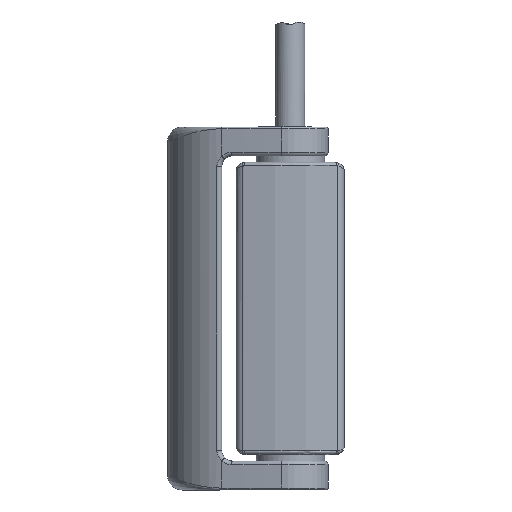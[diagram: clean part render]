
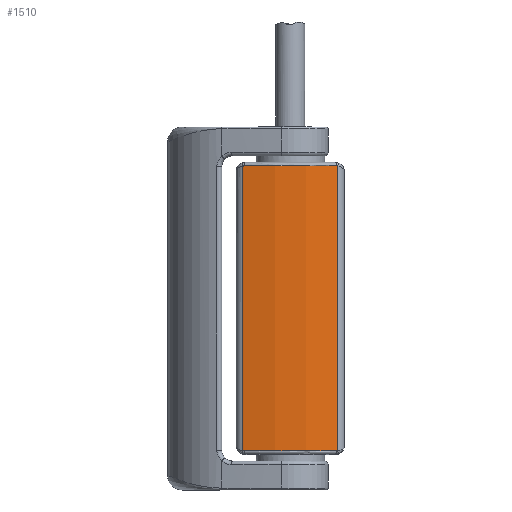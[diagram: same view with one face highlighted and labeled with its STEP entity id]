
A CAD part, top view. The second image highlights one B-rep face of the part: STEP entity #1510.
In plain terms, the highlighted cylindrical face has radius 50 mm (diameter 100 mm), a partial arc.
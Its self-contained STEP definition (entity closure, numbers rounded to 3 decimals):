
#96=CIRCLE('',#1715,50.);
#97=CIRCLE('',#1716,50.);
#211=B_SPLINE_CURVE_WITH_KNOTS('',3,(#2424,#2425,#2426,#2427),
 .UNSPECIFIED.,.F.,.F.,(4,4),(0.,0.),
 .UNSPECIFIED.);
#212=B_SPLINE_CURVE_WITH_KNOTS('',3,(#2431,#2432,#2433,#2434),
 .UNSPECIFIED.,.F.,.F.,(4,4),(0.,0.),.UNSPECIFIED.);
#213=B_SPLINE_CURVE_WITH_KNOTS('',3,(#2438,#2439,#2440,#2441),
 .UNSPECIFIED.,.F.,.F.,(4,4),(0.,0.),
 .UNSPECIFIED.);
#214=B_SPLINE_CURVE_WITH_KNOTS('',3,(#2444,#2445,#2446,#2447),
 .UNSPECIFIED.,.F.,.F.,(4,4),(0.,0.),.UNSPECIFIED.);
#251=CYLINDRICAL_SURFACE('',#1714,50.);
#293=FACE_OUTER_BOUND('',#398,.T.);
#398=EDGE_LOOP('',(#1035,#1036,#1037,#1038,#1039,#1040,#1041,#1042));
#519=LINE('',#2422,#592);
#520=LINE('',#2436,#593);
#592=VECTOR('',#1931,1000.);
#593=VECTOR('',#1934,1000.);
#665=VERTEX_POINT('',#2420);
#666=VERTEX_POINT('',#2421);
#667=VERTEX_POINT('',#2423);
#668=VERTEX_POINT('',#2428);
#669=VERTEX_POINT('',#2430);
#670=VERTEX_POINT('',#2435);
#671=VERTEX_POINT('',#2437);
#672=VERTEX_POINT('',#2442);
#805=EDGE_CURVE('',#665,#666,#519,.T.);
#806=EDGE_CURVE('',#666,#667,#211,.T.);
#807=EDGE_CURVE('',#667,#668,#96,.T.);
#808=EDGE_CURVE('',#668,#669,#212,.T.);
#809=EDGE_CURVE('',#669,#670,#520,.T.);
#810=EDGE_CURVE('',#670,#671,#213,.T.);
#811=EDGE_CURVE('',#671,#672,#97,.T.);
#812=EDGE_CURVE('',#672,#665,#214,.T.);
#1035=ORIENTED_EDGE('',*,*,#805,.T.);
#1036=ORIENTED_EDGE('',*,*,#806,.T.);
#1037=ORIENTED_EDGE('',*,*,#807,.T.);
#1038=ORIENTED_EDGE('',*,*,#808,.T.);
#1039=ORIENTED_EDGE('',*,*,#809,.T.);
#1040=ORIENTED_EDGE('',*,*,#810,.T.);
#1041=ORIENTED_EDGE('',*,*,#811,.T.);
#1042=ORIENTED_EDGE('',*,*,#812,.T.);
#1510=ADVANCED_FACE('',(#293),#251,.T.);
#1714=AXIS2_PLACEMENT_3D('',#2419,#1929,#1930);
#1715=AXIS2_PLACEMENT_3D('',#2429,#1932,#1933);
#1716=AXIS2_PLACEMENT_3D('',#2443,#1935,#1936);
#1929=DIRECTION('center_axis',(0.,-1.,0.));
#1930=DIRECTION('ref_axis',(0.,0.,1.));
#1931=DIRECTION('',(0.,1.,0.));
#1932=DIRECTION('center_axis',(0.,-1.,0.));
#1933=DIRECTION('ref_axis',(0.,0.,1.));
#1934=DIRECTION('',(0.,-1.,0.));
#1935=DIRECTION('center_axis',(0.,1.,0.));
#1936=DIRECTION('ref_axis',(0.,0.,1.));
#2419=CARTESIAN_POINT('Origin',(0.,40.5,-27.5));
#2420=CARTESIAN_POINT('',(13.158,-39.447,20.738));
#2421=CARTESIAN_POINT('',(13.158,39.447,20.738));
#2422=CARTESIAN_POINT('',(13.158,40.5,20.738));
#2423=CARTESIAN_POINT('',(12.755,39.5,20.846));
#2424=CARTESIAN_POINT('Ctrl Pts',(13.158,39.447,20.738));
#2425=CARTESIAN_POINT('Ctrl Pts',(13.026,39.482,20.774));
#2426=CARTESIAN_POINT('Ctrl Pts',(12.892,39.5,20.81));
#2427=CARTESIAN_POINT('Ctrl Pts',(12.755,39.5,20.846));
#2428=CARTESIAN_POINT('',(-12.755,39.5,20.846));
#2429=CARTESIAN_POINT('Origin',(0.,39.5,-27.5));
#2430=CARTESIAN_POINT('',(-13.158,39.447,20.738));
#2431=CARTESIAN_POINT('Ctrl Pts',(-12.755,39.5,20.846));
#2432=CARTESIAN_POINT('Ctrl Pts',(-12.892,39.5,20.81));
#2433=CARTESIAN_POINT('Ctrl Pts',(-13.026,39.482,20.774));
#2434=CARTESIAN_POINT('Ctrl Pts',(-13.158,39.447,20.738));
#2435=CARTESIAN_POINT('',(-13.158,-39.447,20.738));
#2436=CARTESIAN_POINT('',(-13.158,40.5,20.738));
#2437=CARTESIAN_POINT('',(-12.755,-39.5,20.846));
#2438=CARTESIAN_POINT('Ctrl Pts',(-13.158,-39.447,20.738));
#2439=CARTESIAN_POINT('Ctrl Pts',(-13.026,-39.482,20.774));
#2440=CARTESIAN_POINT('Ctrl Pts',(-12.892,-39.5,20.81));
#2441=CARTESIAN_POINT('Ctrl Pts',(-12.755,-39.5,20.846));
#2442=CARTESIAN_POINT('',(12.755,-39.5,20.846));
#2443=CARTESIAN_POINT('Origin',(0.,-39.5,-27.5));
#2444=CARTESIAN_POINT('Ctrl Pts',(12.755,-39.5,20.846));
#2445=CARTESIAN_POINT('Ctrl Pts',(12.892,-39.5,20.81));
#2446=CARTESIAN_POINT('Ctrl Pts',(13.026,-39.482,20.774));
#2447=CARTESIAN_POINT('Ctrl Pts',(13.158,-39.447,20.738));
